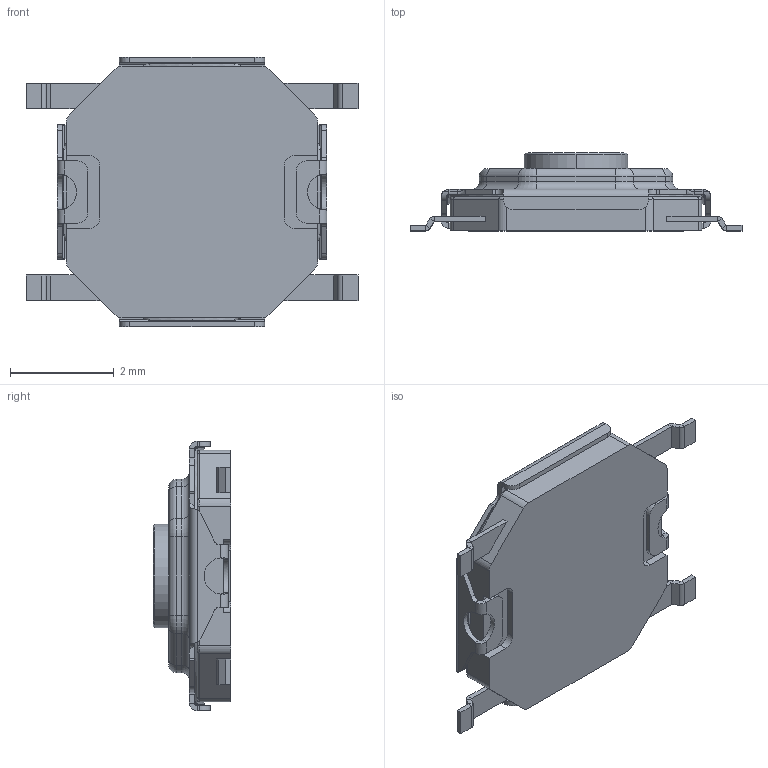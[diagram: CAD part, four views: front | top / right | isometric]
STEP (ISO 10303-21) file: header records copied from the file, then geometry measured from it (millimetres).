
FILE_DESCRIPTION(('STEP AP214'),'1');
FILE_NAME('skqgafe010.stp','2020-10-29T07:58:11',('TraceParts'),('TraceParts S.A.'),'Spatial InterOp 3D',' ',' ');
FILE_SCHEMA(('AUTOMOTIVE_DESIGN { 1 0 10303 214 1 1 1 1 }'));
Length unit declared in the file: millimetre
Products named in the file (1): skqgafe010
Bounding box: 6.4 x 1.5 x 5.2 mm (x, y, z)
Volume: 23.5 mm3; surface area: 82.9 mm2
Topology: 1 solids, 1 shells, 365 faces, 874 edges, 502 vertices
Faces by surface type: plane 185, cylinder 138, torus 24, bspline 16, cone 2
Entity records: 13583 total; most frequent: CARTESIAN_POINT 2226, DIRECTION 1796, ORIENTED_EDGE 1748, EDGE_CURVE 874, AXIS2_PLACEMENT_3D 648, VERTEX_POINT 502, LINE 500, VECTOR 500
